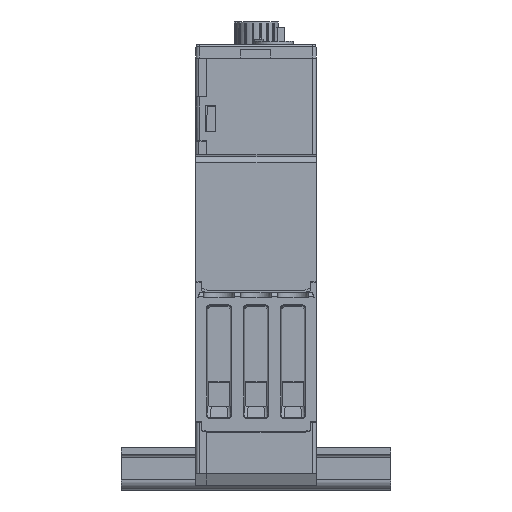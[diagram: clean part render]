
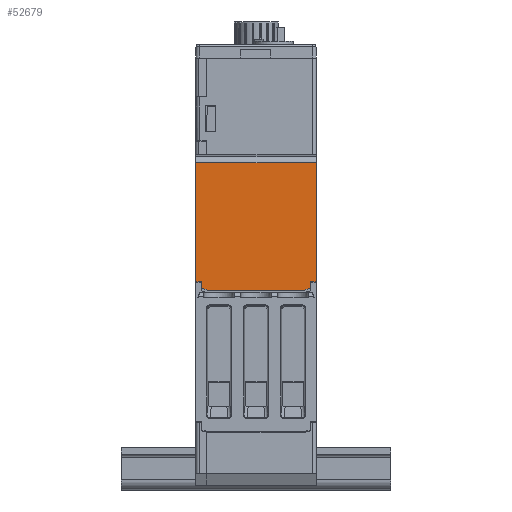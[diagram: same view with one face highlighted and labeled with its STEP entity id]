
A CAD part, left-side view. The second image highlights one B-rep face of the part: STEP entity #52679.
In plain terms, the highlighted planar face has unit normal (-1, 0, 0).
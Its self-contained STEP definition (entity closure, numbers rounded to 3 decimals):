
#4370=PLANE('',#59084);
#9040=LINE('',#94840,#14135);
#9063=LINE('',#94896,#14158);
#9064=LINE('',#94898,#14159);
#9065=LINE('',#94900,#14160);
#9066=LINE('',#94902,#14161);
#9067=LINE('',#94904,#14162);
#9068=LINE('',#94906,#14163);
#9069=LINE('',#94908,#14164);
#9070=LINE('',#94910,#14165);
#9071=LINE('',#94912,#14166);
#14135=VECTOR('',#71310,1000.);
#14158=VECTOR('',#71347,1000.);
#14159=VECTOR('',#71348,1000.);
#14160=VECTOR('',#71349,1000.);
#14161=VECTOR('',#71350,1000.);
#14162=VECTOR('',#71351,1000.);
#14163=VECTOR('',#71352,1000.);
#14164=VECTOR('',#71353,1000.);
#14165=VECTOR('',#71354,1000.);
#14166=VECTOR('',#71355,1000.);
#27942=ORIENTED_EDGE('',*,*,#36728,.T.);
#27943=ORIENTED_EDGE('',*,*,#36701,.F.);
#27944=ORIENTED_EDGE('',*,*,#36729,.F.);
#27945=ORIENTED_EDGE('',*,*,#36730,.F.);
#27946=ORIENTED_EDGE('',*,*,#36731,.F.);
#27947=ORIENTED_EDGE('',*,*,#36732,.F.);
#27948=ORIENTED_EDGE('',*,*,#36733,.F.);
#27949=ORIENTED_EDGE('',*,*,#36734,.F.);
#27950=ORIENTED_EDGE('',*,*,#36735,.F.);
#27951=ORIENTED_EDGE('',*,*,#36736,.T.);
#36701=EDGE_CURVE('',#41978,#41975,#9040,.T.);
#36728=EDGE_CURVE('',#42005,#41975,#9063,.T.);
#36729=EDGE_CURVE('',#42006,#41978,#9064,.T.);
#36730=EDGE_CURVE('',#42007,#42006,#9065,.T.);
#36731=EDGE_CURVE('',#42008,#42007,#9066,.T.);
#36732=EDGE_CURVE('',#42009,#42008,#9067,.T.);
#36733=EDGE_CURVE('',#42010,#42009,#9068,.T.);
#36734=EDGE_CURVE('',#42011,#42010,#9069,.T.);
#36735=EDGE_CURVE('',#42012,#42011,#9070,.T.);
#36736=EDGE_CURVE('',#42012,#42005,#9071,.T.);
#41975=VERTEX_POINT('',#94834);
#41978=VERTEX_POINT('',#94839);
#42005=VERTEX_POINT('',#94897);
#42006=VERTEX_POINT('',#94899);
#42007=VERTEX_POINT('',#94901);
#42008=VERTEX_POINT('',#94903);
#42009=VERTEX_POINT('',#94905);
#42010=VERTEX_POINT('',#94907);
#42011=VERTEX_POINT('',#94909);
#42012=VERTEX_POINT('',#94911);
#45750=EDGE_LOOP('',(#27942,#27943,#27944,#27945,#27946,#27947,#27948,#27949,
#27950,#27951));
#48993=FACE_BOUND('',#45750,.T.);
#52679=ADVANCED_FACE('',(#48993),#4370,.F.);
#59084=AXIS2_PLACEMENT_3D('',#94895,#71345,#71346);
#71310=DIRECTION('',(0.,-1.,0.));
#71345=DIRECTION('',(1.,0.,0.));
#71346=DIRECTION('',(0.,0.,1.));
#71347=DIRECTION('',(0.,0.,1.));
#71348=DIRECTION('',(0.,0.,1.));
#71349=DIRECTION('',(0.,1.,0.));
#71350=DIRECTION('',(0.,0.026,1.));
#71351=DIRECTION('',(0.,0.894,0.447));
#71352=DIRECTION('',(0.,1.,0.));
#71353=DIRECTION('',(0.,0.894,-0.447));
#71354=DIRECTION('',(0.,0.026,-1.));
#71355=DIRECTION('',(0.,-1.,0.));
#94834=CARTESIAN_POINT('',(-35.407,1.2,24.964));
#94839=CARTESIAN_POINT('',(-35.407,19.1,24.964));
#94840=CARTESIAN_POINT('',(-35.407,19.1,24.964));
#94895=CARTESIAN_POINT('',(-35.407,19.1,4.914));
#94896=CARTESIAN_POINT('',(-35.407,1.2,4.914));
#94897=CARTESIAN_POINT('',(-35.407,1.2,7.284));
#94898=CARTESIAN_POINT('',(-35.407,19.1,4.914));
#94899=CARTESIAN_POINT('',(-35.407,19.1,7.284));
#94900=CARTESIAN_POINT('',(-35.407,18.25,7.284));
#94901=CARTESIAN_POINT('',(-35.407,18.247,7.284));
#94902=CARTESIAN_POINT('',(-35.407,18.19,5.138));
#94903=CARTESIAN_POINT('',(-35.407,18.224,6.418));
#94904=CARTESIAN_POINT('',(-35.407,17.255,5.934));
#94905=CARTESIAN_POINT('',(-35.407,17.255,5.934));
#94906=CARTESIAN_POINT('',(-35.407,-10.854,5.934));
#94907=CARTESIAN_POINT('',(-35.407,3.055,5.934));
#94908=CARTESIAN_POINT('',(-35.407,2.055,6.434));
#94909=CARTESIAN_POINT('',(-35.407,2.076,6.423));
#94910=CARTESIAN_POINT('',(-35.407,2.122,4.669));
#94911=CARTESIAN_POINT('',(-35.407,2.053,7.284));
#94912=CARTESIAN_POINT('',(-35.407,2.05,7.284));
